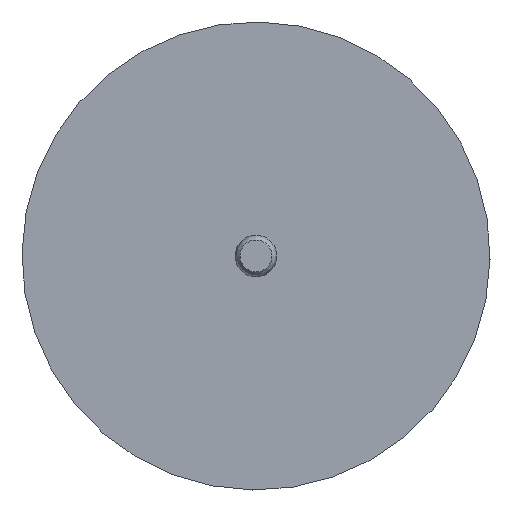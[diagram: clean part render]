
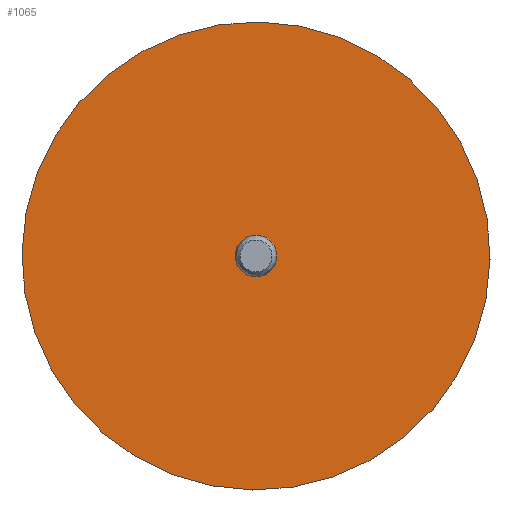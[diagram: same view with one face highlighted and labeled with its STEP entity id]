
A CAD part, front view. The second image highlights one B-rep face of the part: STEP entity #1065.
In plain terms, the highlighted planar face has unit normal (0, -1, 0).
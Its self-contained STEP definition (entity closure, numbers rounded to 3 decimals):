
#60=FACE_BOUND('',#251,.T.);
#80=PLANE('',#1236);
#188=FACE_OUTER_BOUND('',#250,.T.);
#250=EDGE_LOOP('',(#972,#973));
#251=EDGE_LOOP('',(#974));
#380=CIRCLE('',#1193,2.789);
#411=CIRCLE('',#1234,31.5);
#412=CIRCLE('',#1235,31.5);
#492=VERTEX_POINT('',#1888);
#519=VERTEX_POINT('',#1962);
#520=VERTEX_POINT('',#1963);
#635=EDGE_CURVE('',#492,#492,#380,.T.);
#671=EDGE_CURVE('',#519,#520,#411,.T.);
#673=EDGE_CURVE('',#520,#519,#412,.T.);
#972=ORIENTED_EDGE('',*,*,#671,.F.);
#973=ORIENTED_EDGE('',*,*,#673,.F.);
#974=ORIENTED_EDGE('',*,*,#635,.F.);
#1065=ADVANCED_FACE('',(#188,#60),#80,.T.);
#1193=AXIS2_PLACEMENT_3D('',#1890,#1475,#1476);
#1234=AXIS2_PLACEMENT_3D('',#1964,#1562,#1563);
#1235=AXIS2_PLACEMENT_3D('',#1966,#1565,#1566);
#1236=AXIS2_PLACEMENT_3D('',#1967,#1567,#1568);
#1475=DIRECTION('center_axis',(0.,-1.,0.));
#1476=DIRECTION('ref_axis',(0.,0.,
1.));
#1562=DIRECTION('center_axis',(0.,1.,0.));
#1563=DIRECTION('ref_axis',(-0.873,0.,-0.487));
#1565=DIRECTION('center_axis',(0.,1.,0.));
#1566=DIRECTION('ref_axis',(-0.873,0.,-0.487));
#1567=DIRECTION('center_axis',(0.,-1.,0.));
#1568=DIRECTION('ref_axis',(0.487,0.,-0.873));
#1888=CARTESIAN_POINT('',(0.,-33.,-2.789));
#1890=CARTESIAN_POINT('Origin',(0.,-33.,
0.));
#1962=CARTESIAN_POINT('',(-27.509,-33.,-15.346));
#1963=CARTESIAN_POINT('',(27.509,-33.,15.346));
#1964=CARTESIAN_POINT('Origin',(0.,-33.,
0.));
#1966=CARTESIAN_POINT('Origin',(0.,-33.,
0.));
#1967=CARTESIAN_POINT('Origin',(-13.754,-33.,-7.673));
